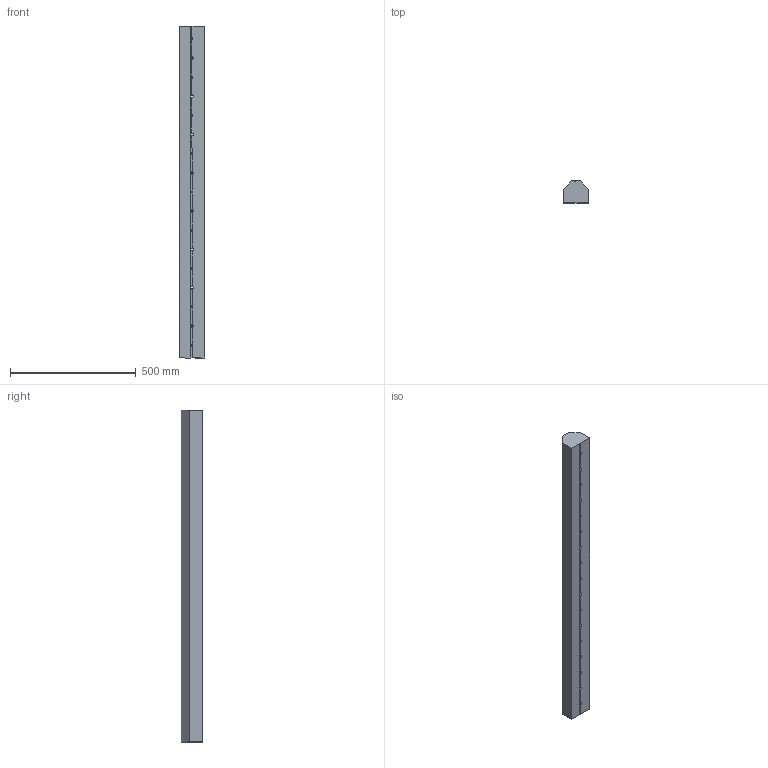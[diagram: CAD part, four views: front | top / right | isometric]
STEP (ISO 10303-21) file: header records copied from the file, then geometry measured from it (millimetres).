
FILE_DESCRIPTION (( 'STEP AP203' ), '1' );
FILE_NAME ('D1200349 Upper Riser for LHAM-6 ISI aLIGO.STEP', '2012-03-19T17:31:48', ( '' ), ( '' ), 'SwSTEP 2.0', 'SolidWorks 2012', '' );
FILE_SCHEMA (( 'CONFIG_CONTROL_DESIGN' ));
Length unit declared in the file: inch
Products named in the file (1): D1200349 Upper Riser for LHAM-6 ISI aLIGO
Bounding box: 101.6 x 86 x 1320.8 mm (x, y, z)
Volume: 9898675.9 mm3; surface area: 515410 mm2
Topology: 1 solids, 1 shells, 124 faces, 376 edges, 228 vertices
Faces by surface type: plane 74, cylinder 50
Entity records: 4299 total; most frequent: ORIENTED_EDGE 752, DIRECTION 742, CARTESIAN_POINT 729, EDGE_CURVE 376, VECTOR 260, LINE 260, AXIS2_PLACEMENT_3D 241, VERTEX_POINT 228
